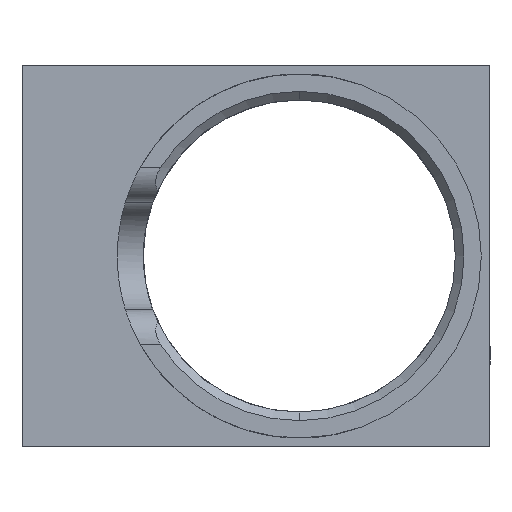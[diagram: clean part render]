
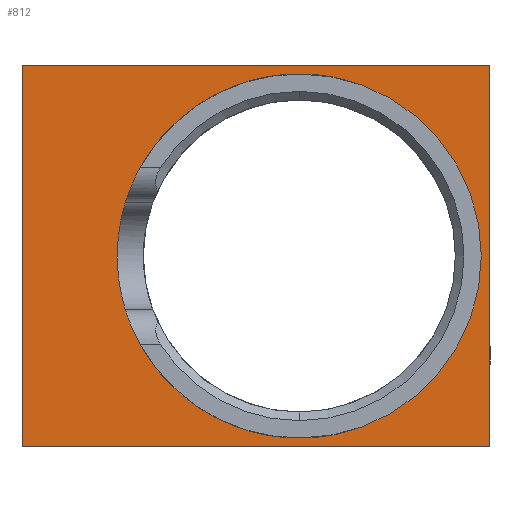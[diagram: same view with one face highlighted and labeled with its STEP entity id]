
A CAD part, left-side view. The second image highlights one B-rep face of the part: STEP entity #812.
In plain terms, the highlighted planar face has unit normal (-1, 0, 0).
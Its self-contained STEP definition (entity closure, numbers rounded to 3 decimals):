
#71 = DIRECTION ( 'NONE',  ( 0., 0., -1. ) ) ;
#74 = DIRECTION ( 'NONE',  ( 0., 0., 1. ) ) ;
#194 = CARTESIAN_POINT ( 'NONE',  ( 90., -2.5, 10.5 ) ) ;
#201 = ORIENTED_EDGE ( 'NONE', *, *, #3121, .T. ) ;
#269 = CARTESIAN_POINT ( 'NONE',  ( 90., -13.5, 11. ) ) ;
#331 = CARTESIAN_POINT ( 'NONE',  ( 90., 13.5, 11. ) ) ;
#344 = CARTESIAN_POINT ( 'NONE',  ( 90., 13.5, 11. ) ) ;
#415 = LINE ( 'NONE', #1274, #2556 ) ;
#455 = EDGE_LOOP ( 'NONE', ( #1736, #1406, #201, #2036 ) ) ;
#548 = DIRECTION ( 'NONE',  ( -1., 0., 0. ) ) ;
#640 = AXIS2_PLACEMENT_3D ( 'NONE', #1684, #1968, #74 ) ;
#652 = VECTOR ( 'NONE', #1952, 1000. ) ;
#812 = ADVANCED_FACE ( 'NONE', ( #1322, #3355 ), #3265, .T. ) ;
#841 = CARTESIAN_POINT ( 'NONE',  ( 90., -13.5, 11. ) ) ;
#927 = VERTEX_POINT ( 'NONE', #194 ) ;
#964 = VERTEX_POINT ( 'NONE', #269 ) ;
#1018 = EDGE_CURVE ( 'NONE', #1503, #2007, #415, .T. ) ;
#1039 = DIRECTION ( 'NONE',  ( -1., 0., 0. ) ) ;
#1130 = CARTESIAN_POINT ( 'NONE',  ( 90., 13.5, 11. ) ) ;
#1187 = EDGE_CURVE ( 'NONE', #3073, #927, #2596, .T. ) ;
#1192 = EDGE_CURVE ( 'NONE', #927, #3073, #1897, .T. ) ;
#1232 = CARTESIAN_POINT ( 'NONE',  ( 90., 13.5, -11. ) ) ;
#1248 = VECTOR ( 'NONE', #1636, 1000. ) ;
#1261 = EDGE_CURVE ( 'NONE', #2847, #1503, #2060, .T. ) ;
#1274 = CARTESIAN_POINT ( 'NONE',  ( 90., 13.5, -11. ) ) ;
#1314 = DIRECTION ( 'NONE',  ( 0., 0., 1. ) ) ;
#1319 = CARTESIAN_POINT ( 'NONE',  ( 90., -2.5, -10.5 ) ) ;
#1322 = FACE_BOUND ( 'NONE', #2446, .T. ) ;
#1325 = CARTESIAN_POINT ( 'NONE',  ( 90., -2.5, 0. ) ) ;
#1406 = ORIENTED_EDGE ( 'NONE', *, *, #2979, .T. ) ;
#1503 = VERTEX_POINT ( 'NONE', #1232 ) ;
#1636 = DIRECTION ( 'NONE',  ( 0., 1., 0. ) ) ;
#1684 = CARTESIAN_POINT ( 'NONE',  ( 90., 0., 0. ) ) ;
#1736 = ORIENTED_EDGE ( 'NONE', *, *, #1018, .T. ) ;
#1773 = CARTESIAN_POINT ( 'NONE',  ( 90., -13.5, -11. ) ) ;
#1887 = AXIS2_PLACEMENT_3D ( 'NONE', #2110, #548, #2377 ) ;
#1897 = CIRCLE ( 'NONE', #1887, 10.5 ) ;
#1952 = DIRECTION ( 'NONE',  ( 0., 0., 1. ) ) ;
#1968 = DIRECTION ( 'NONE',  ( -1., 0., 0. ) ) ;
#2007 = VERTEX_POINT ( 'NONE', #1773 ) ;
#2036 = ORIENTED_EDGE ( 'NONE', *, *, #1261, .T. ) ;
#2049 = ORIENTED_EDGE ( 'NONE', *, *, #1192, .F. ) ;
#2060 = LINE ( 'NONE', #1130, #3404 ) ;
#2110 = CARTESIAN_POINT ( 'NONE',  ( 90., -2.5, 0. ) ) ;
#2377 = DIRECTION ( 'NONE',  ( 0., 0., 1. ) ) ;
#2439 = LINE ( 'NONE', #841, #652 ) ;
#2446 = EDGE_LOOP ( 'NONE', ( #2049, #2563 ) ) ;
#2556 = VECTOR ( 'NONE', #3166, 1000. ) ;
#2563 = ORIENTED_EDGE ( 'NONE', *, *, #1187, .F. ) ;
#2596 = CIRCLE ( 'NONE', #3242, 10.5 ) ;
#2847 = VERTEX_POINT ( 'NONE', #344 ) ;
#2979 = EDGE_CURVE ( 'NONE', #2007, #964, #2439, .T. ) ;
#3073 = VERTEX_POINT ( 'NONE', #1319 ) ;
#3121 = EDGE_CURVE ( 'NONE', #964, #2847, #3370, .T. ) ;
#3166 = DIRECTION ( 'NONE',  ( 0., -1., 0. ) ) ;
#3242 = AXIS2_PLACEMENT_3D ( 'NONE', #1325, #1039, #1314 ) ;
#3265 = PLANE ( 'NONE',  #640 ) ;
#3355 = FACE_OUTER_BOUND ( 'NONE', #455, .T. ) ;
#3370 = LINE ( 'NONE', #331, #1248 ) ;
#3404 = VECTOR ( 'NONE', #71, 1000. ) ;
